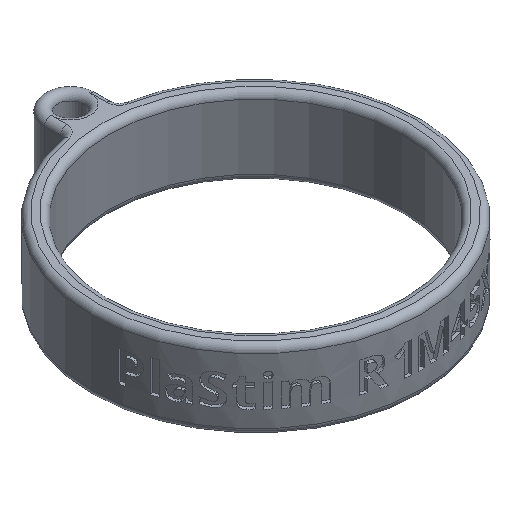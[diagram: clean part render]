
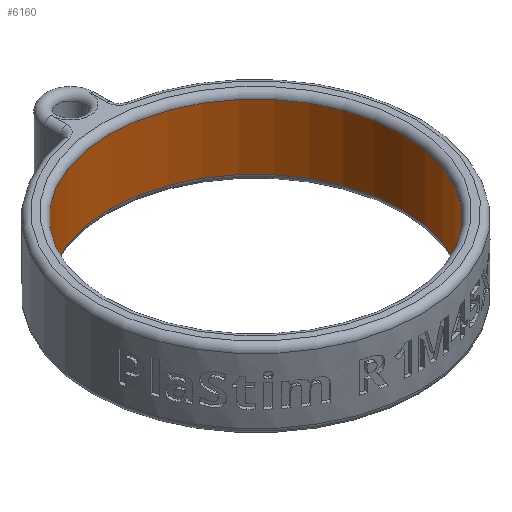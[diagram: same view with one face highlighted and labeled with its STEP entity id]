
A CAD part, isometric view. The second image highlights one B-rep face of the part: STEP entity #6160.
In plain terms, the highlighted cylindrical face has radius 22.5 mm (diameter 45 mm), a full revolution.
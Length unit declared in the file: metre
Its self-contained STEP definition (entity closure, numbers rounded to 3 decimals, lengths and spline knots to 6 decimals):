
#723=CIRCLE('',#6549,0.0225);
#727=CIRCLE('',#6554,0.0225);
#887=ORIENTED_EDGE('',*,*,#2827,.T.);
#888=ORIENTED_EDGE('',*,*,#2835,.F.);
#2827=EDGE_CURVE('',#3803,#3803,#723,.T.);
#2835=EDGE_CURVE('',#3809,#3809,#727,.T.);
#3803=VERTEX_POINT('',#8311);
#3809=VERTEX_POINT('',#8326);
#5284=EDGE_LOOP('',(#887));
#5285=EDGE_LOOP('',(#888));
#5690=FACE_BOUND('',#5284,.T.);
#5691=FACE_BOUND('',#5285,.T.);
#6090=CYLINDRICAL_SURFACE('',#6556,0.0225);
#6160=ADVANCED_FACE('',(#5690,#5691),#6090,.F.);
#6549=AXIS2_PLACEMENT_3D('',#8310,#7003,#7004);
#6554=AXIS2_PLACEMENT_3D('',#8325,#7017,#7018);
#6556=AXIS2_PLACEMENT_3D('',#8329,#7021,#7022);
#7003=DIRECTION('',(0.,0.,1.));
#7004=DIRECTION('',(1.,0.,0.));
#7017=DIRECTION('',(0.,0.,1.));
#7018=DIRECTION('',(1.,0.,0.));
#7021=DIRECTION('',(0.,0.,-1.));
#7022=DIRECTION('',(-1.,0.,0.));
#8310=CARTESIAN_POINT('',(0.,0.,0.005));
#8311=CARTESIAN_POINT('',(0.0225,0.,0.005));
#8325=CARTESIAN_POINT('',(0.,0.,-0.005));
#8326=CARTESIAN_POINT('',(0.0225,0.,-0.005));
#8329=CARTESIAN_POINT('',(0.,0.,0.005));
